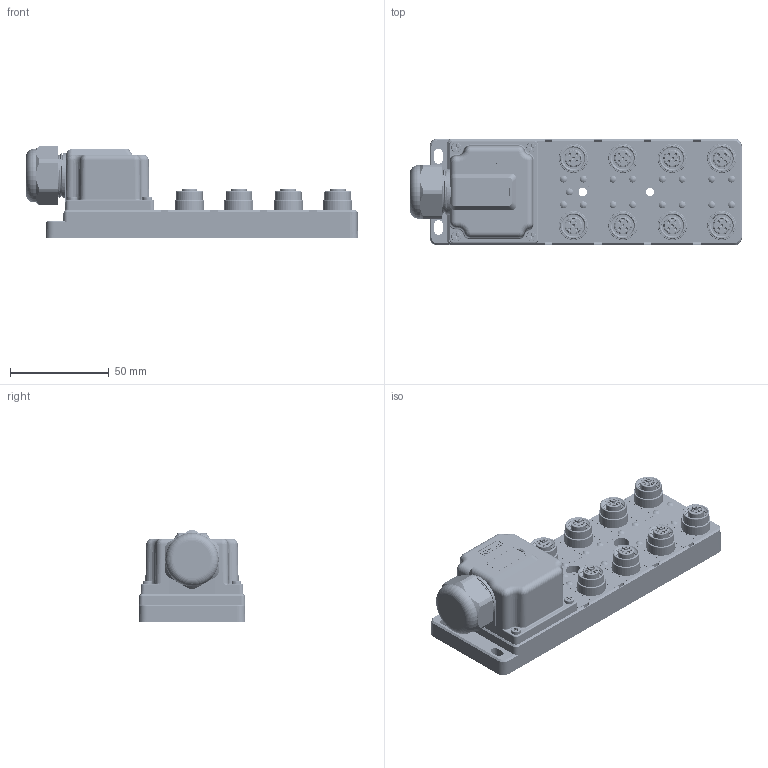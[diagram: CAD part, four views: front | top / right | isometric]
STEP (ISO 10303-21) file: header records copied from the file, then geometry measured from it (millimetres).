
FILE_DESCRIPTION(/* description */ (''),/* implementation_level */ '2;1');
FILE_NAME(/* name */ '555555.stp',/* time_stamp */ '2024-02-05T10:56:30+08:00',/* author */ (''),/* organization */ (''),/* preprocessor_version */ 'ST-DEVELOPER v18.1',/* originating_system */ 'SIEMENS PLM Software NX 1980',/* authorisation */ '');
FILE_SCHEMA (('AUTOMOTIVE_DESIGN { 1 0 10303 214 3 1 1 1 }'));
Products named in the file (1): 11111
Bounding box: 167.9 x 54 x 46.5 mm (x, y, z)
Volume: 188444.1 mm3; surface area: 53243.8 mm2
Topology: 9 solids, 127 shells, 4762 faces, 12300 edges, 7776 vertices
Faces by surface type: plane 1966, cylinder 1576, cone 798, torus 262, bspline 84, sphere 58, revolution 18
Full cylindrical faces by diameter (mm): 1.6 x8, 4.3 x2
Entity records: 170866 total; most frequent: CARTESIAN_POINT 57739, ORIENTED_EDGE 24380, DIRECTION 22380, EDGE_CURVE 12190, AXIS2_PLACEMENT_3D 8365, VERTEX_POINT 7774, LINE 5632, VECTOR 5632
